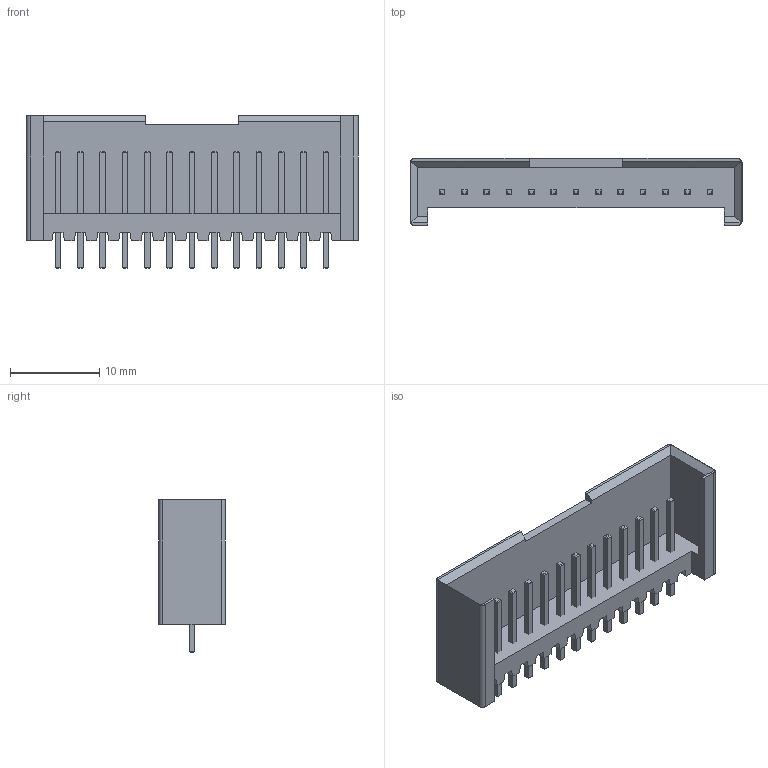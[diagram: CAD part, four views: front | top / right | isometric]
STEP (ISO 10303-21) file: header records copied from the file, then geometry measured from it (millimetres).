
FILE_DESCRIPTION(/* description */ ('model of Stocko_MKS_1663-6-0-1313_1x13_P2.50mm_Vertical'),/* implementation_level */ '2;1');
FILE_NAME(/* name */ 'Stocko_MKS_1663-6-0-1313_1x13_P2.50mm_Vertical.step',/* time_stamp */ '2019-03-17T13:48:04',/* author */ ('kicad StepUp','ksu'),/* organization */ ('FreeCAD'),/* preprocessor_version */ 'OCC',/* originating_system */ 'kicad StepUp',/* authorisation */ '');
FILE_SCHEMA(('AUTOMOTIVE_DESIGN { 1 0 10303 214 1 1 1 1 }'));
Length unit declared in the file: millimetre
Products named in the file (2): Stocko_MKS_1663; Shape0_805860963231
Bounding box: 37.2 x 7.5 x 17.1 mm (x, y, z)
Volume: 1153.4 mm3; surface area: 2359.3 mm2
Topology: 14 solids, 14 shells, 264 faces, 600 edges, 364 vertices
Faces by surface type: plane 260, cylinder 4
Entity records: 14904 total; most frequent: CARTESIAN_POINT 2575, DIRECTION 2202, LINE 1650, VECTOR 1650, ORIENTED_EDGE 1200, PCURVE 1200, DEFINITIONAL_REPRESENTATION 1200, EDGE_CURVE 600
